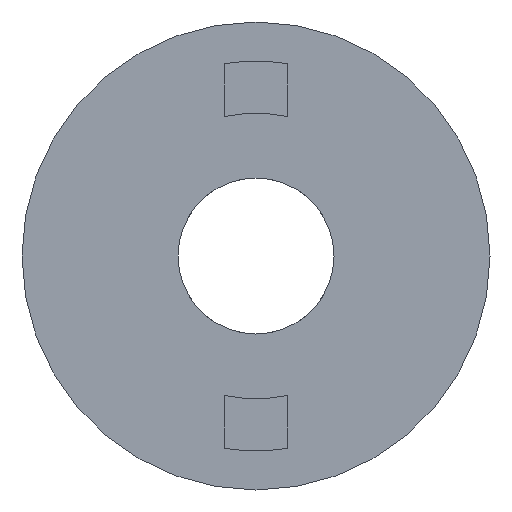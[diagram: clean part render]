
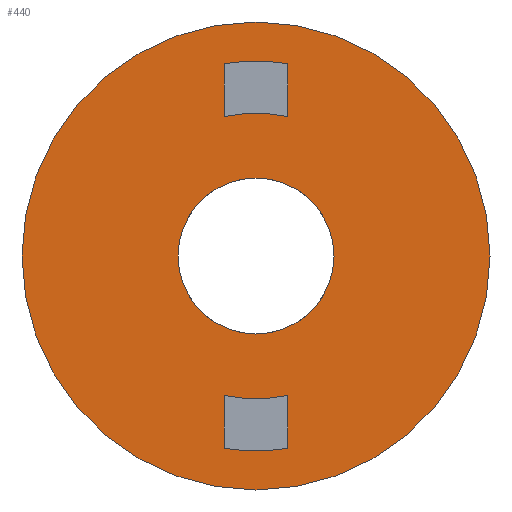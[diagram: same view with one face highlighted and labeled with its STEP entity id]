
A CAD part, front view. The second image highlights one B-rep face of the part: STEP entity #440.
In plain terms, the highlighted planar face has unit normal (0, -1, 0).
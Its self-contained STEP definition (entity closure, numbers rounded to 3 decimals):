
#17=FACE_BOUND('',#93,.T.);
#18=FACE_BOUND('',#94,.T.);
#19=FACE_BOUND('',#95,.T.);
#40=PLANE('',#497);
#65=FACE_OUTER_BOUND('',#92,.T.);
#92=EDGE_LOOP('',(#396));
#93=EDGE_LOOP('',(#397,#398,#399,#400));
#94=EDGE_LOOP('',(#401,#402,#403,#404));
#95=EDGE_LOOP('',(#405));
#98=LINE('',#634,#134);
#102=LINE('',#645,#138);
#106=LINE('',#659,#142);
#110=LINE('',#670,#146);
#134=VECTOR('',#510,10.);
#138=VECTOR('',#522,10.);
#142=VECTOR('',#536,10.);
#146=VECTOR('',#548,10.);
#168=CIRCLE('',#456,5.5);
#170=CIRCLE('',#460,7.5);
#172=CIRCLE('',#465,5.5);
#174=CIRCLE('',#469,7.5);
#180=CIRCLE('',#486,3.);
#185=CIRCLE('',#496,9.);
#186=VERTEX_POINT('',#624);
#187=VERTEX_POINT('',#625);
#190=VERTEX_POINT('',#633);
#192=VERTEX_POINT('',#639);
#194=VERTEX_POINT('',#649);
#195=VERTEX_POINT('',#650);
#198=VERTEX_POINT('',#658);
#200=VERTEX_POINT('',#664);
#220=VERTEX_POINT('',#796);
#225=VERTEX_POINT('',#814);
#226=EDGE_CURVE('',#186,#187,#168,.T.);
#230=EDGE_CURVE('',#187,#190,#98,.T.);
#233=EDGE_CURVE('',#190,#192,#170,.T.);
#236=EDGE_CURVE('',#192,#186,#102,.T.);
#238=EDGE_CURVE('',#194,#195,#172,.T.);
#242=EDGE_CURVE('',#195,#198,#106,.T.);
#245=EDGE_CURVE('',#198,#200,#174,.T.);
#248=EDGE_CURVE('',#200,#194,#110,.T.);
#276=EDGE_CURVE('',#220,#220,#180,.T.);
#284=EDGE_CURVE('',#225,#225,#185,.T.);
#396=ORIENTED_EDGE('',*,*,#284,.T.);
#397=ORIENTED_EDGE('',*,*,#226,.T.);
#398=ORIENTED_EDGE('',*,*,#230,.T.);
#399=ORIENTED_EDGE('',*,*,#233,.T.);
#400=ORIENTED_EDGE('',*,*,#236,.T.);
#401=ORIENTED_EDGE('',*,*,#238,.T.);
#402=ORIENTED_EDGE('',*,*,#242,.T.);
#403=ORIENTED_EDGE('',*,*,#245,.T.);
#404=ORIENTED_EDGE('',*,*,#248,.T.);
#405=ORIENTED_EDGE('',*,*,#276,.F.);
#440=ADVANCED_FACE('',(#65,#17,#18,#19),#40,.T.);
#456=AXIS2_PLACEMENT_3D('',#626,#502,#503);
#460=AXIS2_PLACEMENT_3D('',#640,#515,#516);
#465=AXIS2_PLACEMENT_3D('',#651,#528,#529);
#469=AXIS2_PLACEMENT_3D('',#665,#541,#542);
#486=AXIS2_PLACEMENT_3D('',#797,#594,#595);
#496=AXIS2_PLACEMENT_3D('',#815,#617,#618);
#497=AXIS2_PLACEMENT_3D('',#817,#620,#621);
#502=DIRECTION('center_axis',(0.,-1.,0.));
#503=DIRECTION('ref_axis',(-0.223,0.,-0.975));
#510=DIRECTION('',(0.,0.,-1.));
#515=DIRECTION('center_axis',(0.,1.,0.));
#516=DIRECTION('ref_axis',(-0.163,0.,-0.987));
#522=DIRECTION('',(0.,0.,1.));
#528=DIRECTION('center_axis',(0.,-1.,0.));
#529=DIRECTION('ref_axis',(0.223,0.,0.975));
#536=DIRECTION('',(0.,0.,1.));
#541=DIRECTION('center_axis',(0.,1.,0.));
#542=DIRECTION('ref_axis',(0.163,0.,0.987));
#548=DIRECTION('',(0.,0.,-1.));
#594=DIRECTION('center_axis',(0.,-1.,0.));
#595=DIRECTION('ref_axis',(1.,0.,0.));
#617=DIRECTION('center_axis',(0.,-1.,0.));
#618=DIRECTION('ref_axis',(1.,0.,0.));
#620=DIRECTION('center_axis',(0.,-1.,0.));
#621=DIRECTION('ref_axis',(0.,0.,-1.));
#624=CARTESIAN_POINT('',(-1.225,0.,-5.362));
#625=CARTESIAN_POINT('',(1.225,0.,-5.362));
#626=CARTESIAN_POINT('Origin',(0.,0.,0.));
#633=CARTESIAN_POINT('',(1.225,0.,-7.399));
#634=CARTESIAN_POINT('',(1.225,0.,-3.7));
#639=CARTESIAN_POINT('',(-1.225,0.,-7.399));
#640=CARTESIAN_POINT('Origin',(0.,0.,0.));
#645=CARTESIAN_POINT('',(-1.225,0.,-2.681));
#649=CARTESIAN_POINT('',(1.225,0.,5.362));
#650=CARTESIAN_POINT('',(-1.225,0.,5.362));
#651=CARTESIAN_POINT('Origin',(0.,0.,0.));
#658=CARTESIAN_POINT('',(-1.225,0.,7.399));
#659=CARTESIAN_POINT('',(-1.225,0.,3.7));
#664=CARTESIAN_POINT('',(1.225,0.,7.399));
#665=CARTESIAN_POINT('Origin',(0.,0.,0.));
#670=CARTESIAN_POINT('',(1.225,0.,2.681));
#796=CARTESIAN_POINT('',(-3.,0.,0.));
#797=CARTESIAN_POINT('Origin',(0.,0.,0.));
#814=CARTESIAN_POINT('',(-9.,0.,0.));
#815=CARTESIAN_POINT('Origin',(0.,0.,0.));
#817=CARTESIAN_POINT('Origin',(3.,0.,0.));
